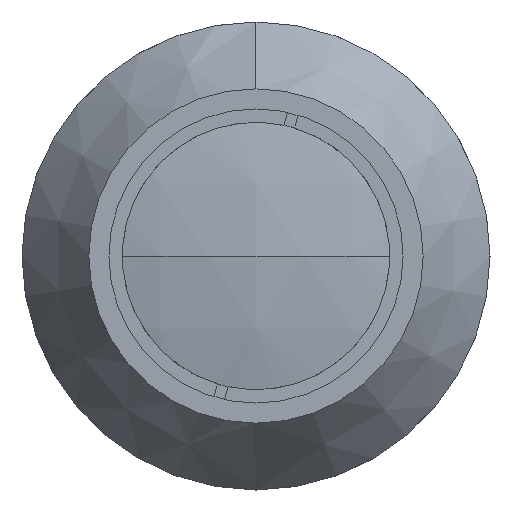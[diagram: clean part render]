
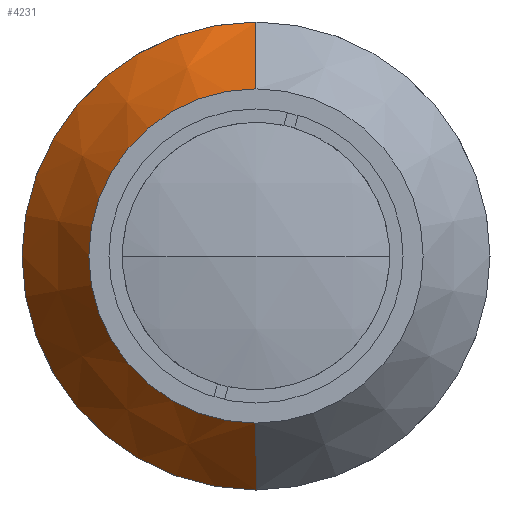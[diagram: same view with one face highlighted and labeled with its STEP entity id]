
A CAD part, left-side view. The second image highlights one B-rep face of the part: STEP entity #4231.
In plain terms, the highlighted conical face has half-angle 35 degrees and reference radius 21 mm.
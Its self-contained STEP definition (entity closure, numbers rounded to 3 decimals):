
#172 = EDGE_CURVE ( 'NONE', #3940, #3243, #459, .T. ) ;
#193 = CARTESIAN_POINT ( 'NONE',  ( 23.569, 0., 0. ) ) ;
#224 = VECTOR ( 'NONE', #435, 1000. ) ;
#382 = DIRECTION ( 'NONE',  ( 0., 0., -1. ) ) ;
#435 = DIRECTION ( 'NONE',  ( 0.819, 0., -0.574 ) ) ;
#459 = LINE ( 'NONE', #533, #224 ) ;
#533 = CARTESIAN_POINT ( 'NONE',  ( 23.569, 0., -21. ) ) ;
#710 = EDGE_CURVE ( 'NONE', #4472, #3243, #4104, .T. ) ;
#741 = ORIENTED_EDGE ( 'NONE', *, *, #710, .T. ) ;
#1205 = DIRECTION ( 'NONE',  ( 0., 0., 1. ) ) ;
#1360 = CARTESIAN_POINT ( 'NONE',  ( 23.569, 0., 21. ) ) ;
#1519 = DIRECTION ( 'NONE',  ( 1., 0., 0. ) ) ;
#1566 = ORIENTED_EDGE ( 'NONE', *, *, #1980, .F. ) ;
#1595 = AXIS2_PLACEMENT_3D ( 'NONE', #193, #3898, #1654 ) ;
#1629 = CIRCLE ( 'NONE', #4625, 15. ) ;
#1654 = DIRECTION ( 'NONE',  ( 0., 0., 1. ) ) ;
#1846 = CARTESIAN_POINT ( 'NONE',  ( 23.569, 0., 0. ) ) ;
#1980 = EDGE_CURVE ( 'NONE', #2765, #3940, #1629, .T. ) ;
#2368 = EDGE_LOOP ( 'NONE', ( #1566, #3373, #741, #3272 ) ) ;
#2620 = CARTESIAN_POINT ( 'NONE',  ( 15., 0., -15. ) ) ;
#2667 = EDGE_CURVE ( 'NONE', #2765, #4472, #2863, .T. ) ;
#2736 = CARTESIAN_POINT ( 'NONE',  ( 23.569, 0., -21. ) ) ;
#2765 = VERTEX_POINT ( 'NONE', #4449 ) ;
#2863 = LINE ( 'NONE', #1360, #3803 ) ;
#3243 = VERTEX_POINT ( 'NONE', #2736 ) ;
#3272 = ORIENTED_EDGE ( 'NONE', *, *, #172, .F. ) ;
#3325 = CONICAL_SURFACE ( 'NONE', #4260, 21., 0.611 ) ;
#3373 = ORIENTED_EDGE ( 'NONE', *, *, #2667, .T. ) ;
#3388 = FACE_OUTER_BOUND ( 'NONE', #2368, .T. ) ;
#3429 = DIRECTION ( 'NONE',  ( -1., 0., 0. ) ) ;
#3803 = VECTOR ( 'NONE', #4334, 1000. ) ;
#3825 = CARTESIAN_POINT ( 'NONE',  ( 23.569, 0., 21. ) ) ;
#3898 = DIRECTION ( 'NONE',  ( -1., 0., 0. ) ) ;
#3940 = VERTEX_POINT ( 'NONE', #2620 ) ;
#4104 = CIRCLE ( 'NONE', #1595, 21. ) ;
#4231 = ADVANCED_FACE ( 'NONE', ( #3388 ), #3325, .T. ) ;
#4260 = AXIS2_PLACEMENT_3D ( 'NONE', #1846, #1519, #382 ) ;
#4334 = DIRECTION ( 'NONE',  ( 0.819, 0., 0.574 ) ) ;
#4449 = CARTESIAN_POINT ( 'NONE',  ( 15., 0., 15. ) ) ;
#4472 = VERTEX_POINT ( 'NONE', #3825 ) ;
#4513 = CARTESIAN_POINT ( 'NONE',  ( 15., 0., 0. ) ) ;
#4625 = AXIS2_PLACEMENT_3D ( 'NONE', #4513, #3429, #1205 ) ;
